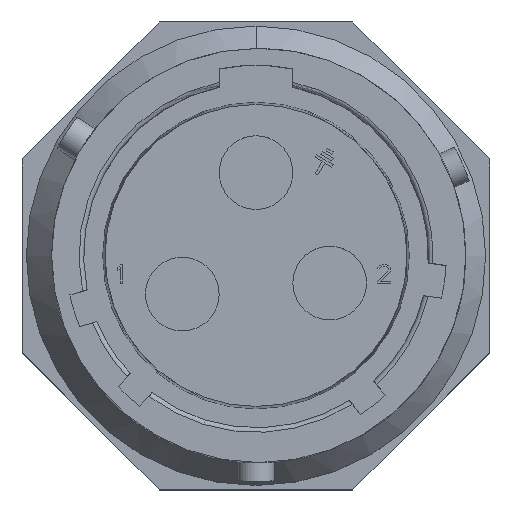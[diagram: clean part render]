
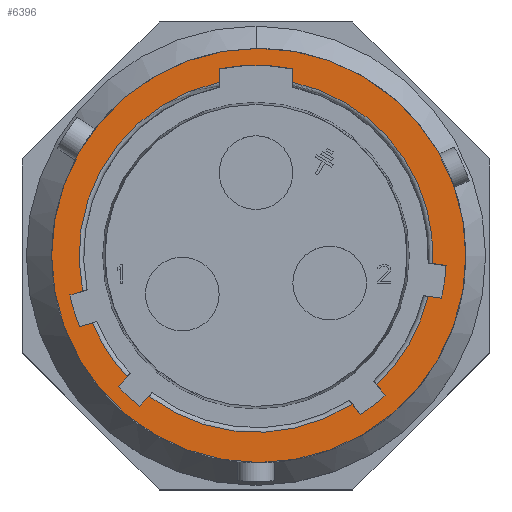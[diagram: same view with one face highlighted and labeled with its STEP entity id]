
A CAD part, top view. The second image highlights one B-rep face of the part: STEP entity #6396.
In plain terms, the highlighted planar face has unit normal (0, 0, 1).
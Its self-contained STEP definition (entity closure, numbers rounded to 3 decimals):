
#1637=CARTESIAN_POINT('',(0.15,0.,21.5));
#1638=DIRECTION('',(0.,0.,1.));
#1639=DIRECTION('',(1.,0.,0.));
#1640=AXIS2_PLACEMENT_3D('',#1637,#1638,#1639);
#1642=CARTESIAN_POINT('',(0.15,0.,21.5));
#1643=DIRECTION('',(0.,0.,1.));
#1644=DIRECTION('',(-1.,0.,0.));
#1645=AXIS2_PLACEMENT_3D('',#1642,#1643,#1644);
#1647=CARTESIAN_POINT('',(0.,0.,21.5));
#1648=DIRECTION('',(0.,0.,1.));
#1649=DIRECTION('',(-0.208,0.978,0.));
#1650=AXIS2_PLACEMENT_3D('',#1647,#1648,#1649);
#1652=DIRECTION('',(-0.956,-0.292,0.));
#1653=VECTOR('',#1652,0.728);
#1654=CARTESIAN_POINT('',(-9.413,-1.937,21.5));
#1655=LINE('',#1654,#1653);
#1656=CARTESIAN_POINT('',(0.,0.,21.5));
#1657=DIRECTION('',(0.,0.,1.));
#1658=DIRECTION('',(-0.978,-0.208,0.));
#1659=AXIS2_PLACEMENT_3D('',#1656,#1657,#1658);
#1661=DIRECTION('',(0.956,0.292,0.));
#1662=VECTOR('',#1661,0.728);
#1663=CARTESIAN_POINT('',(-9.583,-3.871,21.5));
#1664=LINE('',#1663,#1662);
#1665=CARTESIAN_POINT('',(0.,0.,21.5));
#1666=DIRECTION('',(0.,0.,1.));
#1667=DIRECTION('',(-0.925,-0.381,0.));
#1668=AXIS2_PLACEMENT_3D('',#1665,#1666,#1667);
#1670=DIRECTION('',(-0.669,-0.743,0.));
#1671=VECTOR('',#1670,0.727);
#1672=CARTESIAN_POINT('',(-7.003,-6.582,21.5));
#1673=LINE('',#1672,#1671);
#1674=CARTESIAN_POINT('',(0.,0.,21.5));
#1675=DIRECTION('',(0.,0.,1.));
#1676=DIRECTION('',(-0.725,-0.689,0.));
#1677=AXIS2_PLACEMENT_3D('',#1674,#1675,#1676);
#1679=DIRECTION('',(0.669,0.743,0.));
#1680=VECTOR('',#1679,0.727);
#1681=CARTESIAN_POINT('',(-6.3,-8.193,21.5));
#1682=LINE('',#1681,#1680);
#1683=CARTESIAN_POINT('',(0.,0.,21.5));
#1684=DIRECTION('',(0.,0.,1.));
#1685=DIRECTION('',(-0.605,-0.796,0.));
#1686=AXIS2_PLACEMENT_3D('',#1683,#1684,#1685);
#1688=DIRECTION('',(0.616,-0.788,0.));
#1689=VECTOR('',#1688,0.728);
#1690=CARTESIAN_POINT('',(5.224,-8.066,21.5));
#1691=LINE('',#1690,#1689);
#1692=CARTESIAN_POINT('',(0.,0.,21.5));
#1693=DIRECTION('',(0.,0.,1.));
#1694=DIRECTION('',(0.549,-0.836,0.));
#1695=AXIS2_PLACEMENT_3D('',#1692,#1693,#1694);
#1697=DIRECTION('',(-0.616,0.788,0.));
#1698=VECTOR('',#1697,0.728);
#1699=CARTESIAN_POINT('',(7.011,-7.593,21.5));
#1700=LINE('',#1699,#1698);
#1701=CARTESIAN_POINT('',(0.,0.,21.5));
#1702=DIRECTION('',(0.,0.,1.));
#1703=DIRECTION('',(0.683,-0.73,0.));
#1704=AXIS2_PLACEMENT_3D('',#1701,#1702,#1703);
#1706=DIRECTION('',(0.99,-0.139,0.));
#1707=VECTOR('',#1706,0.728);
#1708=CARTESIAN_POINT('',(9.349,-2.223,21.5));
#1709=LINE('',#1708,#1707);
#1710=CARTESIAN_POINT('',(0.,0.,21.5));
#1711=DIRECTION('',(0.,0.,1.));
#1712=DIRECTION('',(0.974,-0.225,0.));
#1713=AXIS2_PLACEMENT_3D('',#1710,#1711,#1712);
#1715=DIRECTION('',(-0.99,0.139,0.));
#1716=VECTOR('',#1715,0.728);
#1717=CARTESIAN_POINT('',(10.321,-0.542,21.5));
#1718=LINE('',#1717,#1716);
#1719=CARTESIAN_POINT('',(0.,0.,21.5));
#1720=DIRECTION('',(0.,0.,1.));
#1721=DIRECTION('',(0.999,-0.046,0.));
#1722=AXIS2_PLACEMENT_3D('',#1719,#1720,#1721);
#1724=DIRECTION('',(0.,1.,0.));
#1725=VECTOR('',#1724,0.74);
#1726=CARTESIAN_POINT('',(2.,9.4,21.5));
#1727=LINE('',#1726,#1725);
#1728=CARTESIAN_POINT('',(0.,0.,21.5));
#1729=DIRECTION('',(0.,0.,1.));
#1730=DIRECTION('',(0.194,0.981,0.));
#1731=AXIS2_PLACEMENT_3D('',#1728,#1729,#1730);
#1733=DIRECTION('',(0.,-1.,0.));
#1734=VECTOR('',#1733,0.74);
#1735=CARTESIAN_POINT('',(-2.,10.14,21.5));
#1736=LINE('',#1735,#1734);
#3386=CARTESIAN_POINT('',(2.,10.14,21.5));
#3387=CARTESIAN_POINT('',(-2.,10.14,21.5));
#3388=VERTEX_POINT('',#3386);
#3389=VERTEX_POINT('',#3387);
#3390=CARTESIAN_POINT('',(10.07,-2.324,21.5));
#3391=CARTESIAN_POINT('',(10.321,-0.542,21.5));
#3392=VERTEX_POINT('',#3390);
#3393=VERTEX_POINT('',#3391);
#3394=CARTESIAN_POINT('',(5.671,-8.64,21.5));
#3395=CARTESIAN_POINT('',(7.011,-7.593,21.5));
#3396=VERTEX_POINT('',#3394);
#3397=VERTEX_POINT('',#3395);
#3398=CARTESIAN_POINT('',(-7.489,-7.122,21.5));
#3399=CARTESIAN_POINT('',(-6.3,-8.193,21.5));
#3400=VERTEX_POINT('',#3398);
#3401=VERTEX_POINT('',#3399);
#3402=CARTESIAN_POINT('',(-10.109,-2.15,21.5));
#3403=CARTESIAN_POINT('',(-9.583,-3.871,21.5));
#3404=VERTEX_POINT('',#3402);
#3405=VERTEX_POINT('',#3403);
#3406=CARTESIAN_POINT('',(-2.,9.4,21.5));
#3407=CARTESIAN_POINT('',(-9.413,-1.937,21.5));
#3408=VERTEX_POINT('',#3406);
#3409=VERTEX_POINT('',#3407);
#3413=CARTESIAN_POINT('',(9.6,-0.44,21.5));
#3414=CARTESIAN_POINT('',(2.,9.4,21.5));
#3415=VERTEX_POINT('',#3413);
#3416=VERTEX_POINT('',#3414);
#3420=CARTESIAN_POINT('',(6.563,-7.02,21.5));
#3421=CARTESIAN_POINT('',(9.349,-2.223,21.5));
#3422=VERTEX_POINT('',#3420);
#3423=VERTEX_POINT('',#3421);
#3427=CARTESIAN_POINT('',(-5.814,-7.652,21.5));
#3428=CARTESIAN_POINT('',(5.224,-8.066,21.5));
#3429=VERTEX_POINT('',#3427);
#3430=VERTEX_POINT('',#3428);
#3434=CARTESIAN_POINT('',(-8.887,-3.658,21.5));
#3435=CARTESIAN_POINT('',(-7.003,-6.582,21.5));
#3436=VERTEX_POINT('',#3434);
#3437=VERTEX_POINT('',#3435);
#3964=CARTESIAN_POINT('',(11.4,0.,21.5));
#3965=CARTESIAN_POINT('',(-11.1,0.,21.5));
#3966=VERTEX_POINT('',#3964);
#3967=VERTEX_POINT('',#3965);
#6345=CARTESIAN_POINT('',(0.,0.,21.5));
#6346=DIRECTION('',(0.,0.,-1.));
#6347=DIRECTION('',(0.,-1.,0.));
#6348=AXIS2_PLACEMENT_3D('',#6345,#6346,#6347);
#6349=PLANE('',#6348);
#6350=ORIENTED_EDGE('',*,*,#6291,.F.);
#6351=ORIENTED_EDGE('',*,*,#6333,.F.);
#6352=EDGE_LOOP('',(#6350,#6351));
#6353=FACE_OUTER_BOUND('',#6352,.F.);
#6355=ORIENTED_EDGE('',*,*,#6354,.T.);
#6357=ORIENTED_EDGE('',*,*,#6356,.T.);
#6359=ORIENTED_EDGE('',*,*,#6358,.T.);
#6361=ORIENTED_EDGE('',*,*,#6360,.T.);
#6363=ORIENTED_EDGE('',*,*,#6362,.T.);
#6365=ORIENTED_EDGE('',*,*,#6364,.T.);
#6367=ORIENTED_EDGE('',*,*,#6366,.T.);
#6369=ORIENTED_EDGE('',*,*,#6368,.T.);
#6371=ORIENTED_EDGE('',*,*,#6370,.T.);
#6373=ORIENTED_EDGE('',*,*,#6372,.T.);
#6375=ORIENTED_EDGE('',*,*,#6374,.T.);
#6377=ORIENTED_EDGE('',*,*,#6376,.T.);
#6379=ORIENTED_EDGE('',*,*,#6378,.T.);
#6381=ORIENTED_EDGE('',*,*,#6380,.T.);
#6383=ORIENTED_EDGE('',*,*,#6382,.T.);
#6385=ORIENTED_EDGE('',*,*,#6384,.T.);
#6387=ORIENTED_EDGE('',*,*,#6386,.T.);
#6389=ORIENTED_EDGE('',*,*,#6388,.T.);
#6391=ORIENTED_EDGE('',*,*,#6390,.T.);
#6393=ORIENTED_EDGE('',*,*,#6392,.T.);
#6394=EDGE_LOOP('',(#6355,#6357,#6359,#6361,#6363,#6365,#6367,#6369,#6371,#6373,
#6375,#6377,#6379,#6381,#6383,#6385,#6387,#6389,#6391,#6393));
#6395=FACE_BOUND('',#6394,.F.);
#6396=ADVANCED_FACE('',(#6353,#6395),#6349,.F.);
#1641=CIRCLE('',#1640,11.25);
#1646=CIRCLE('',#1645,11.25);
#1651=CIRCLE('',#1650,9.61);
#1660=CIRCLE('',#1659,10.335);
#1669=CIRCLE('',#1668,9.61);
#1678=CIRCLE('',#1677,10.335);
#1687=CIRCLE('',#1686,9.61);
#1696=CIRCLE('',#1695,10.335);
#1705=CIRCLE('',#1704,9.61);
#1714=CIRCLE('',#1713,10.335);
#1723=CIRCLE('',#1722,9.61);
#1732=CIRCLE('',#1731,10.335);
#6291=EDGE_CURVE('',#3966,#3967,#1641,.T.);
#6333=EDGE_CURVE('',#3967,#3966,#1646,.T.);
#6354=EDGE_CURVE('',#3408,#3409,#1651,.T.);
#6356=EDGE_CURVE('',#3409,#3404,#1655,.T.);
#6358=EDGE_CURVE('',#3404,#3405,#1660,.T.);
#6360=EDGE_CURVE('',#3405,#3436,#1664,.T.);
#6362=EDGE_CURVE('',#3436,#3437,#1669,.T.);
#6364=EDGE_CURVE('',#3437,#3400,#1673,.T.);
#6366=EDGE_CURVE('',#3400,#3401,#1678,.T.);
#6368=EDGE_CURVE('',#3401,#3429,#1682,.T.);
#6370=EDGE_CURVE('',#3429,#3430,#1687,.T.);
#6372=EDGE_CURVE('',#3430,#3396,#1691,.T.);
#6374=EDGE_CURVE('',#3396,#3397,#1696,.T.);
#6376=EDGE_CURVE('',#3397,#3422,#1700,.T.);
#6378=EDGE_CURVE('',#3422,#3423,#1705,.T.);
#6380=EDGE_CURVE('',#3423,#3392,#1709,.T.);
#6382=EDGE_CURVE('',#3392,#3393,#1714,.T.);
#6384=EDGE_CURVE('',#3393,#3415,#1718,.T.);
#6386=EDGE_CURVE('',#3415,#3416,#1723,.T.);
#6388=EDGE_CURVE('',#3416,#3388,#1727,.T.);
#6390=EDGE_CURVE('',#3388,#3389,#1732,.T.);
#6392=EDGE_CURVE('',#3389,#3408,#1736,.T.);
